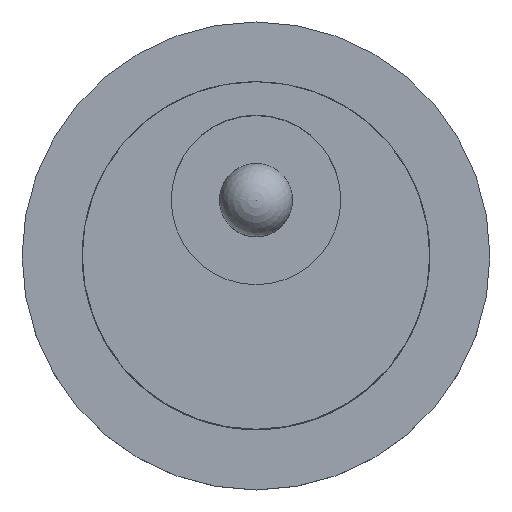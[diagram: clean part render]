
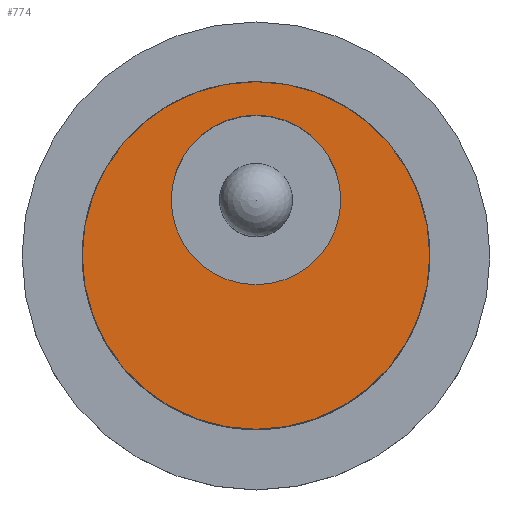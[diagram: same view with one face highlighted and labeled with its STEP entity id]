
A CAD part, top view. The second image highlights one B-rep face of the part: STEP entity #774.
In plain terms, the highlighted planar face has unit normal (0, 0, 1).
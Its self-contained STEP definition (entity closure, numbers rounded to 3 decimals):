
#16=FACE_BOUND('',#125,.T.);
#37=PLANE('',#845);
#79=FACE_OUTER_BOUND('',#124,.T.);
#124=EDGE_LOOP('',(#678));
#125=EDGE_LOOP('',(#679));
#138=CIRCLE('',#805,5.942);
#149=CIRCLE('',#843,2.9);
#318=VERTEX_POINT('',#1681);
#368=VERTEX_POINT('',#3569);
#400=EDGE_CURVE('',#318,#318,#138,.F.);
#477=EDGE_CURVE('',#368,#368,#149,.T.);
#678=ORIENTED_EDGE('',*,*,#400,.T.);
#679=ORIENTED_EDGE('',*,*,#477,.T.);
#774=ADVANCED_FACE('',(#79,#16),#37,.T.);
#805=AXIS2_PLACEMENT_3D('',#1682,#887,#888);
#843=AXIS2_PLACEMENT_3D('',#3570,#1003,#1004);
#845=AXIS2_PLACEMENT_3D('',#3574,#1008,#1009);
#887=DIRECTION('center_axis',(0.,0.,-1.));
#888=DIRECTION('ref_axis',(1.,0.,0.));
#1003=DIRECTION('center_axis',(0.,0.,-1.));
#1004=DIRECTION('ref_axis',(1.,0.,0.));
#1008=DIRECTION('center_axis',(0.,0.,1.));
#1009=DIRECTION('ref_axis',(1.,0.,0.));
#1681=CARTESIAN_POINT('',(-5.942,0.,9.));
#1682=CARTESIAN_POINT('Origin',(0.,0.,9.));
#3569=CARTESIAN_POINT('',(-2.9,1.9,9.));
#3570=CARTESIAN_POINT('Origin',(0.,1.9,9.));
#3574=CARTESIAN_POINT('Origin',(0.,0.,9.));
